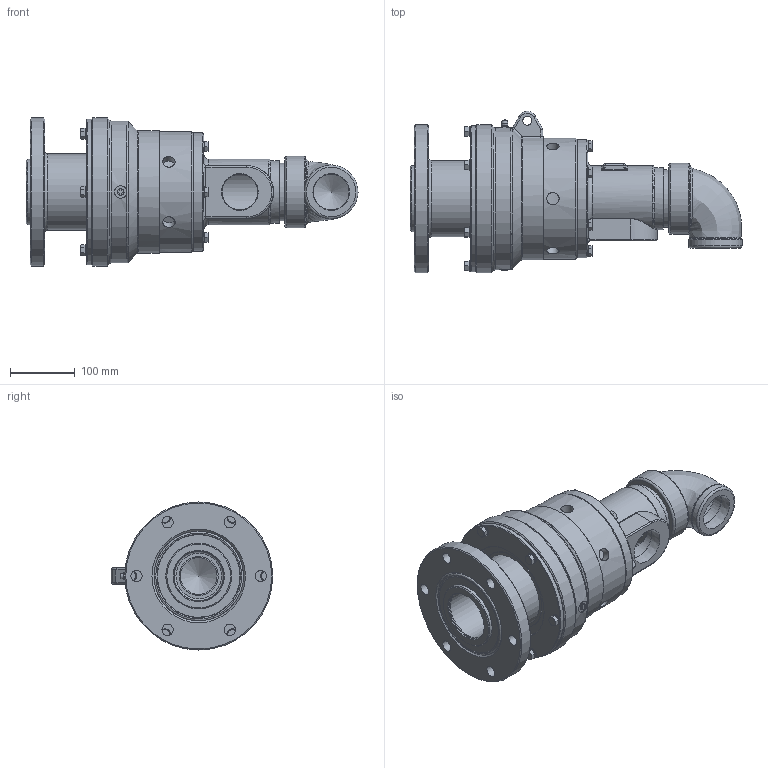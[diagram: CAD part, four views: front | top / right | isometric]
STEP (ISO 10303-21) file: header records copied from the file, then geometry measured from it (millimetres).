
FILE_DESCRIPTION(/* description */ (''),/* implementation_level */ '2;1');
FILE_NAME(/* name */ '6300-025-103-IC.stp',/* time_stamp */ '2022-08-15T08:31:26-05:00',/* author */ ('msvetlecich'),/* organization */ (''),/* preprocessor_version */ 'ST-DEVELOPER v18.1',/* originating_system */ 'Autodesk Inventor 2022',/* authorisation */ '');
FILE_SCHEMA (('AUTOMOTIVE_DESIGN { 1 0 10303 214 3 1 1 }'));
Products named in the file (1): 6300-025-103-IC
Bounding box: 512.79 x 249.3 x 228.6 mm (x, y, z)
Volume: 7266117.4 mm3; surface area: 569501.5 mm2
Topology: 1 solids, 16 shells, 6920 faces, 18373 edges, 11760 vertices
Faces by surface type: plane 5662, bspline 779, cylinder 221, cone 211, torus 40, sphere 7
Full cylindrical faces by diameter (mm): 2.36 x4, 5 x1, 7.798 x6, 7.95 x2, 9.525 x12, 9.855 x6, 10.3 x12, 14 x1, 14.275 x12, 16.7 x6, 17.5 x6, 19 x8, 55.169 x2, 56.656 x1, 60.5 x1, 76.2 x2, 77.7 x2, 79.508 x1, 82.55 x1, 82.7 x1, 96.1 x1, 101.7 x1, 104.4 x1, 105 x1, 110 x1, 117.5 x1, 152.4 x1, 169 x1, 182.6 x1, 186.6 x1
Entity records: 222908 total; most frequent: CARTESIAN_POINT 55627, ORIENTED_EDGE 36714, DIRECTION 28493, EDGE_CURVE 18357, LINE 14619, VECTOR 14619, VERTEX_POINT 11760, EDGE_LOOP 7253
